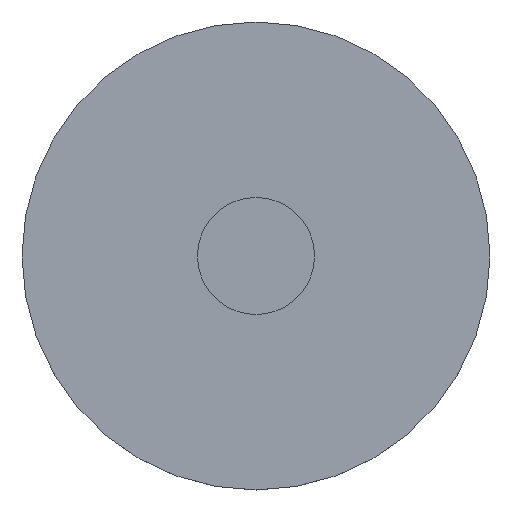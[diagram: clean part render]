
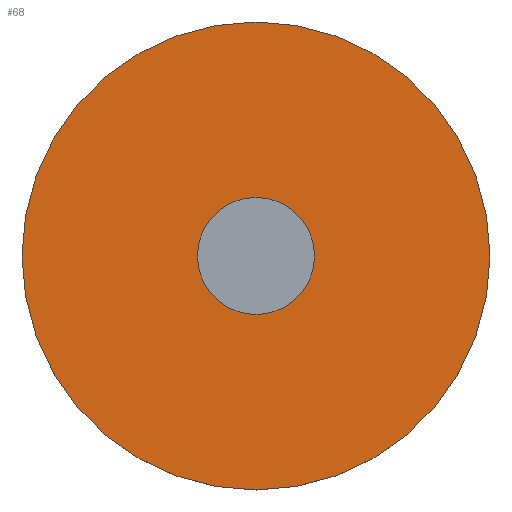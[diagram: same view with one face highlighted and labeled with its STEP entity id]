
A CAD part, top view. The second image highlights one B-rep face of the part: STEP entity #68.
In plain terms, the highlighted planar face has unit normal (0, 0, 1).
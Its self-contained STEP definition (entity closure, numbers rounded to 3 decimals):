
#14=FACE_BOUND('',#25,.T.);
#15=PLANE('',#98);
#19=FACE_OUTER_BOUND('',#24,.T.);
#24=EDGE_LOOP('',(#51));
#25=EDGE_LOOP('',(#52));
#34=CIRCLE('',#97,30.);
#35=CIRCLE('',#99,7.5);
#38=VERTEX_POINT('',#130);
#39=VERTEX_POINT('',#134);
#43=EDGE_CURVE('',#38,#38,#34,.T.);
#44=EDGE_CURVE('',#39,#39,#35,.T.);
#51=ORIENTED_EDGE('',*,*,#43,.F.);
#52=ORIENTED_EDGE('',*,*,#44,.F.);
#68=ADVANCED_FACE('',(#19,#14),#15,.F.);
#97=AXIS2_PLACEMENT_3D('',#132,#111,#112);
#98=AXIS2_PLACEMENT_3D('',#133,#113,#114);
#99=AXIS2_PLACEMENT_3D('',#135,#115,#116);
#111=DIRECTION('center_axis',(0.,0.,-1.));
#112=DIRECTION('ref_axis',(0.,-1.,0.));
#113=DIRECTION('center_axis',(0.,0.,-1.));
#114=DIRECTION('ref_axis',(-1.,0.,0.));
#115=DIRECTION('center_axis',(0.,0.,1.));
#116=DIRECTION('ref_axis',(0.,-1.,0.));
#130=CARTESIAN_POINT('',(0.,30.,3.));
#132=CARTESIAN_POINT('Origin',(0.,0.,3.));
#133=CARTESIAN_POINT('Origin',(36.,36.,3.));
#134=CARTESIAN_POINT('',(0.,7.5,3.));
#135=CARTESIAN_POINT('Origin',(0.,0.,3.));
